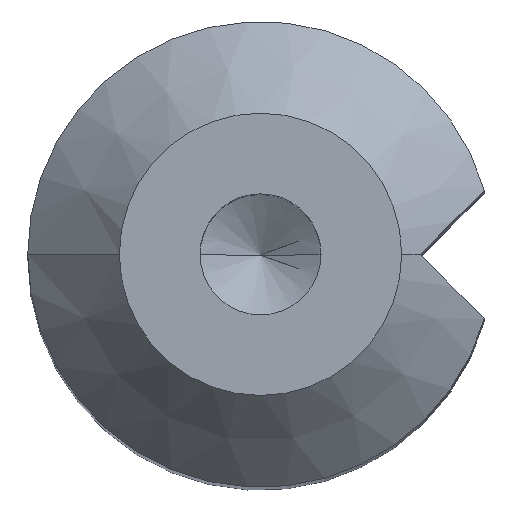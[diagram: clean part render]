
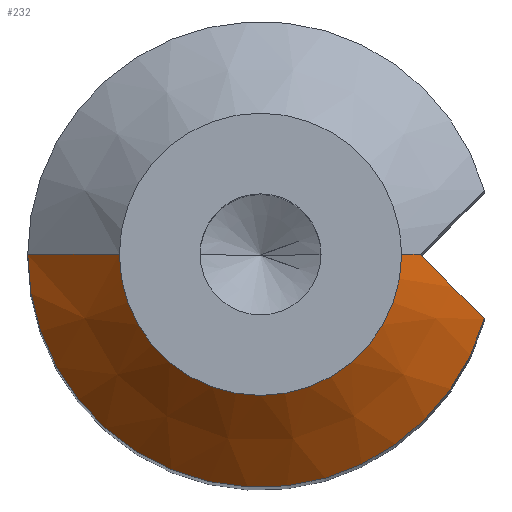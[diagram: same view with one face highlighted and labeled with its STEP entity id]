
A CAD part, top view. The second image highlights one B-rep face of the part: STEP entity #232.
In plain terms, the highlighted conical face has half-angle 45 degrees and reference radius 3.85 mm.
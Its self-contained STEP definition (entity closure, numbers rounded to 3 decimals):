
#2 = EDGE_CURVE ( 'NONE', #463, #283, #530, .T. ) ;
#7 = CARTESIAN_POINT ( 'NONE',  ( 4.354, 0., 24.896 ) ) ;
#8 = CARTESIAN_POINT ( 'NONE',  ( 3.85, 0., 25.4 ) ) ;
#13 = AXIS2_PLACEMENT_3D ( 'NONE', #248, #531, #325 ) ;
#14 = DIRECTION ( 'NONE',  ( 1., 0., 0. ) ) ;
#49 = CARTESIAN_POINT ( 'NONE',  ( -6.35, 0., 22.9 ) ) ;
#83 = CARTESIAN_POINT ( 'NONE',  ( -3.85, 0., 25.4 ) ) ;
#92 = DIRECTION ( 'NONE',  ( 0.707, 0., -0.707 ) ) ;
#102 = DIRECTION ( 'NONE',  ( -1., 0., 0. ) ) ;
#115 = ORIENTED_EDGE ( 'NONE', *, *, #466, .T. ) ;
#119 = VERTEX_POINT ( 'NONE', #83 ) ;
#142 = CARTESIAN_POINT ( 'NONE',  ( 5.822, -1.468, 23.249 ) ) ;
#154 = EDGE_LOOP ( 'NONE', ( #373, #502, #115, #475, #206 ) ) ;
#161 = VECTOR ( 'NONE', #92, 1000. ) ;
#181 = DIRECTION ( 'NONE',  ( 0., 0., -1. ) ) ;
#206 = ORIENTED_EDGE ( 'NONE', *, *, #259, .F. ) ;
#225 = CARTESIAN_POINT ( 'NONE',  ( 4.354, 0., 24.896 ) ) ;
#232 = ADVANCED_FACE ( 'NONE', ( #461 ), #448, .T. ) ;
#248 = CARTESIAN_POINT ( 'NONE',  ( 0., 0., 22.9 ) ) ;
#249 = LINE ( 'NONE', #476, #424 ) ;
#259 = EDGE_CURVE ( 'NONE', #393, #463, #447, .T. ) ;
#263 = CARTESIAN_POINT ( 'NONE',  ( 6.104, -1.75, 22.9 ) ) ;
#283 = VERTEX_POINT ( 'NONE', #49 ) ;
#296 = VERTEX_POINT ( 'NONE', #382 ) ;
#299 = CARTESIAN_POINT ( 'NONE',  ( 4.956, -0.602, 24.263 ) ) ;
#302 = EDGE_CURVE ( 'NONE', #296, #393, #365, .T. ) ;
#303 = AXIS2_PLACEMENT_3D ( 'NONE', #346, #518, #14 ) ;
#325 = DIRECTION ( 'NONE',  ( 1., 0., 0. ) ) ;
#340 = CARTESIAN_POINT ( 'NONE',  ( 4.661, -0.307, 24.589 ) ) ;
#346 = CARTESIAN_POINT ( 'NONE',  ( 0., 0., 25.4 ) ) ;
#350 = CARTESIAN_POINT ( 'NONE',  ( 6.104, -1.75, 22.9 ) ) ;
#365 = LINE ( 'NONE', #8, #161 ) ;
#373 = ORIENTED_EDGE ( 'NONE', *, *, #302, .F. ) ;
#382 = CARTESIAN_POINT ( 'NONE',  ( 3.85, 0., 25.4 ) ) ;
#393 = VERTEX_POINT ( 'NONE', #225 ) ;
#416 = CARTESIAN_POINT ( 'NONE',  ( 0., 0., 25.4 ) ) ;
#417 = AXIS2_PLACEMENT_3D ( 'NONE', #416, #181, #102 ) ;
#424 = VECTOR ( 'NONE', #473, 1000. ) ;
#447 = B_SPLINE_CURVE_WITH_KNOTS ( 'NONE', 3,
 ( #7, #340, #299, #505, #142, #263 ),
 .UNSPECIFIED., .F., .F.,
 ( 4, 2, 4 ),
 ( 0., 0.002, 0.003 ),
 .UNSPECIFIED. ) ;
#448 = CONICAL_SURFACE ( 'NONE', #417, 3.85, 0.785 ) ;
#461 = FACE_OUTER_BOUND ( 'NONE', #154, .T. ) ;
#463 = VERTEX_POINT ( 'NONE', #350 ) ;
#466 = EDGE_CURVE ( 'NONE', #119, #283, #249, .T. ) ;
#473 = DIRECTION ( 'NONE',  ( -0.707, 0., -0.707 ) ) ;
#475 = ORIENTED_EDGE ( 'NONE', *, *, #2, .F. ) ;
#476 = CARTESIAN_POINT ( 'NONE',  ( -3.85, 0., 25.4 ) ) ;
#499 = EDGE_CURVE ( 'NONE', #119, #296, #527, .T. ) ;
#502 = ORIENTED_EDGE ( 'NONE', *, *, #499, .F. ) ;
#505 = CARTESIAN_POINT ( 'NONE',  ( 5.537, -1.183, 23.593 ) ) ;
#518 = DIRECTION ( 'NONE',  ( 0., 0., 1. ) ) ;
#527 = CIRCLE ( 'NONE', #303, 3.85 ) ;
#530 = CIRCLE ( 'NONE', #13, 6.35 ) ;
#531 = DIRECTION ( 'NONE',  ( 0., 0., -1. ) ) ;
